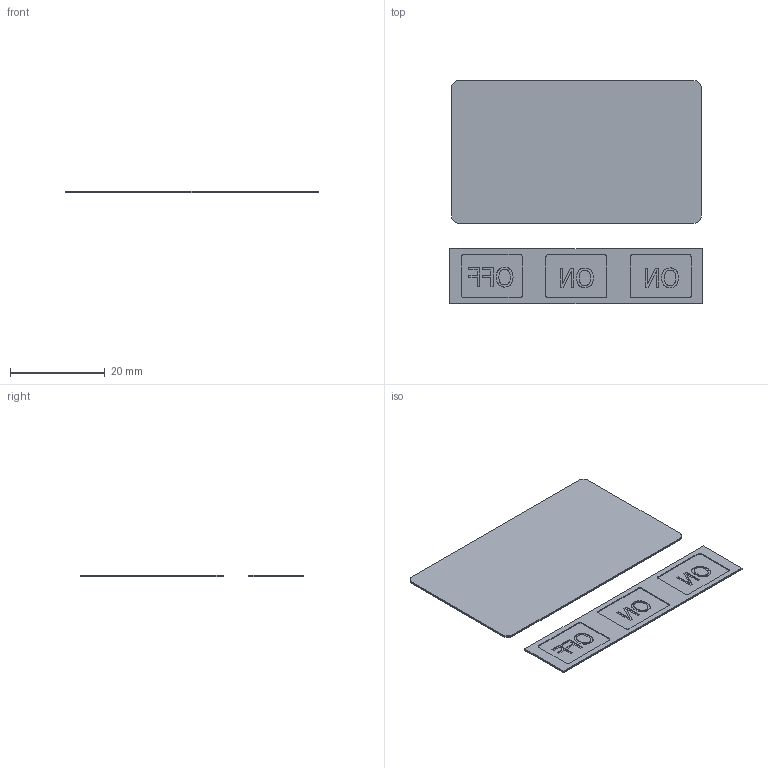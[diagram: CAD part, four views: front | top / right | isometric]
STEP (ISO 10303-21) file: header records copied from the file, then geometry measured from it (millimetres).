
FILE_DESCRIPTION(/* description */ (''),/* implementation_level */ '2;1');
FILE_NAME(/* name */ 'PJC211_5.stp',/* time_stamp */ '2015-11-04T12:44:48+01:00',/* author */ ('elvira'),/* organization */ (''),/* preprocessor_version */ 'ST-DEVELOPER v15.6',/* originating_system */ 'Autodesk Inventor 2015',/* authorisation */ '');
FILE_SCHEMA (('AUTOMOTIVE_DESIGN { 1 0 10303 214 3 1 1 }'));
Length unit declared in the file: millimetre
Products named in the file (1): PJC 211
Bounding box: 53.23 x 47.01 x 0.4 mm (x, y, z)
Volume: 737.5 mm3; surface area: 7921.2 mm2
Topology: 4 solids, 7 shells, 173 faces, 426 edges, 272 vertices
Faces by surface type: plane 99, bspline 42, cylinder 32
Entity records: 45241 total; most frequent: CARTESIAN_POINT 10092, DIRECTION 7441, ORIENTED_EDGE 7284, EDGE_CURVE 3600, AXIS2_PLACEMENT_3D 2897, VERTEX_POINT 2356, CIRCLE 1666, LINE 1647
